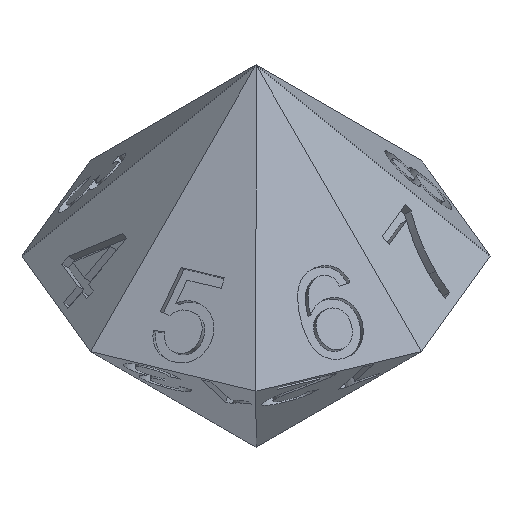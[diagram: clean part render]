
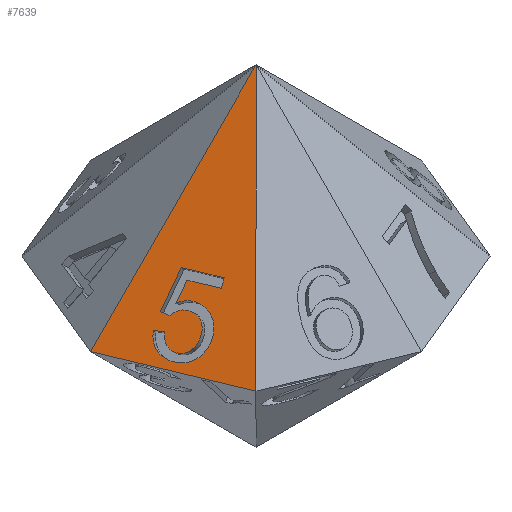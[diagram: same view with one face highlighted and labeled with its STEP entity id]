
A CAD part, isometric view. The second image highlights one B-rep face of the part: STEP entity #7639.
In plain terms, the highlighted planar face has unit normal (-0.679, -0.281, 0.679).
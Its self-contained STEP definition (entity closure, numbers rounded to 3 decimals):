
#6655=CARTESIAN_POINT('',(-8.839,-8.839,0.));
#6656=VERTEX_POINT('',#6655);
#6663=CARTESIAN_POINT('',(-12.5,0.,0.));
#6664=VERTEX_POINT('',#6663);
#6665=CARTESIAN_POINT('',(-12.5,0.,0.));
#6666=DIRECTION('',(0.383,-0.924,0.));
#6667=VECTOR('',#6666,9.567);
#6668=LINE('',#6665,#6667);
#6669=EDGE_CURVE('',#6664,#6656,#6668,.T.);
#6934=CARTESIAN_POINT('',(-0.,0.,12.5));
#6935=VERTEX_POINT('',#6934);
#7400=CARTESIAN_POINT('',(0.,-0.,12.5));
#7401=DIRECTION('',(-0.5,-0.5,-0.707));
#7402=VECTOR('',#7401,17.678);
#7403=LINE('',#7400,#7402);
#7404=EDGE_CURVE('',#6935,#6656,#7403,.T.);
#7503=CARTESIAN_POINT('',(-10.669,-4.419,0.));
#7504=DIRECTION('',(-0.679,-0.281,0.679));
#7505=DIRECTION('',(0.707,-0.,0.707));
#7506=AXIS2_PLACEMENT_3D('',#7503,#7504,#7505);
#7507=PLANE('',#7506);
#7508=ORIENTED_EDGE('',*,*,#6669,.T.);
#7509=ORIENTED_EDGE('',*,*,#7404,.F.);
#7510=CARTESIAN_POINT('',(0.,0.,12.5));
#7511=DIRECTION('',(-0.707,0.,-0.707));
#7512=VECTOR('',#7511,17.678);
#7513=LINE('',#7510,#7512);
#7514=EDGE_CURVE('',#6935,#6664,#7513,.T.);
#7515=ORIENTED_EDGE('',*,*,#7514,.T.);
#7516=EDGE_LOOP('',(#7508,#7509,#7515));
#7517=FACE_BOUND('',#7516,.T.);
#7518=CARTESIAN_POINT('',(-7.628,-1.984,4.051));
#7519=VERTEX_POINT('',#7518);
#7520=CARTESIAN_POINT('',(-6.677,-4.28,4.051));
#7521=VERTEX_POINT('',#7520);
#7522=CARTESIAN_POINT('',(-7.628,-1.984,4.051));
#7523=DIRECTION('',(0.383,-0.924,0.));
#7524=VECTOR('',#7523,2.485);
#7525=LINE('',#7522,#7524);
#7526=EDGE_CURVE('',#7519,#7521,#7525,.T.);
#7527=ORIENTED_EDGE('',*,*,#7526,.T.);
#7528=CARTESIAN_POINT('',(-7.044,-4.432,3.62));
#7529=VERTEX_POINT('',#7528);
#7530=CARTESIAN_POINT('',(-6.677,-4.28,4.051));
#7531=DIRECTION('',(-0.627,-0.26,-0.735));
#7532=VECTOR('',#7531,0.586);
#7533=LINE('',#7530,#7532);
#7534=EDGE_CURVE('',#7521,#7529,#7533,.T.);
#7535=ORIENTED_EDGE('',*,*,#7534,.T.);
#7536=CARTESIAN_POINT('',(-7.807,-2.59,3.62));
#7537=VERTEX_POINT('',#7536);
#7538=CARTESIAN_POINT('',(-7.044,-4.432,3.62));
#7539=DIRECTION('',(-0.383,0.924,0.));
#7540=VECTOR('',#7539,1.994);
#7541=LINE('',#7538,#7540);
#7542=EDGE_CURVE('',#7529,#7537,#7541,.T.);
#7543=ORIENTED_EDGE('',*,*,#7542,.T.);
#7544=CARTESIAN_POINT('',(-8.752,-2.69,2.634));
#7545=VERTEX_POINT('',#7544);
#7546=CARTESIAN_POINT('',(-7.807,-2.59,3.62));
#7547=DIRECTION('',(-0.69,-0.073,-0.72));
#7548=VECTOR('',#7547,1.37);
#7549=LINE('',#7546,#7548);
#7550=EDGE_CURVE('',#7537,#7545,#7549,.T.);
#7551=ORIENTED_EDGE('',*,*,#7550,.T.);
#7552=CARTESIAN_POINT('',(-9.501,-5.276,0.814));
#7553=VERTEX_POINT('',#7552);
#7554=CARTESIAN_POINT('',(-8.752,-2.69,2.634));
#7555=CARTESIAN_POINT('',(-8.506,-2.913,2.787));
#7556=CARTESIAN_POINT('',(-8.32,-3.176,2.864));
#7557=CARTESIAN_POINT('',(-8.194,-3.481,2.864));
#7558=CARTESIAN_POINT('',(-8.027,-3.884,2.864));
#7559=CARTESIAN_POINT('',(-7.981,-4.263,2.753));
#7560=CARTESIAN_POINT('',(-8.056,-4.619,2.531));
#7561=CARTESIAN_POINT('',(-8.131,-4.974,2.309));
#7562=CARTESIAN_POINT('',(-8.317,-5.214,2.024));
#7563=CARTESIAN_POINT('',(-8.615,-5.337,1.675));
#7564=CARTESIAN_POINT('',(-8.898,-5.454,1.343));
#7565=CARTESIAN_POINT('',(-9.194,-5.434,1.056));
#7566=CARTESIAN_POINT('',(-9.501,-5.276,0.814));
#7567=B_SPLINE_CURVE_WITH_KNOTS('',3,(#7554,#7555,#7556,#7557,#7558,#7559,#7560,#7561,#7562,#7563,#7564,#7565,#7566),.UNSPECIFIED.,.F.,.F.,(4,3,3,3,4),(0.,0.111,0.259,0.406,0.547),.UNSPECIFIED.);
#7568=EDGE_CURVE('',#7545,#7553,#7567,.T.);
#7569=ORIENTED_EDGE('',*,*,#7568,.T.);
#7570=CARTESIAN_POINT('',(-10.124,-2.376,1.392));
#7571=VERTEX_POINT('',#7570);
#7572=CARTESIAN_POINT('',(-9.501,-5.276,0.814));
#7573=CARTESIAN_POINT('',(-9.877,-5.085,0.517));
#7574=CARTESIAN_POINT('',(-10.171,-4.734,0.368));
#7575=CARTESIAN_POINT('',(-10.383,-4.221,0.368));
#7576=CARTESIAN_POINT('',(-10.557,-3.802,0.368));
#7577=CARTESIAN_POINT('',(-10.62,-3.426,0.461));
#7578=CARTESIAN_POINT('',(-10.57,-3.094,0.648));
#7579=CARTESIAN_POINT('',(-10.52,-2.763,0.835));
#7580=CARTESIAN_POINT('',(-10.372,-2.523,1.083));
#7581=CARTESIAN_POINT('',(-10.124,-2.376,1.392));
#7582=B_SPLINE_CURVE_WITH_KNOTS('',3,(#7572,#7573,#7574,#7575,#7576,#7577,#7578,#7579,#7580,#7581),.UNSPECIFIED.,.F.,.F.,(4,3,3,4),(0.547,0.718,0.859,1.),.UNSPECIFIED.);
#7583=EDGE_CURVE('',#7553,#7571,#7582,.T.);
#7584=ORIENTED_EDGE('',*,*,#7583,.T.);
#7585=CARTESIAN_POINT('',(-9.843,-2.957,1.432));
#7586=VERTEX_POINT('',#7585);
#7587=CARTESIAN_POINT('',(-10.124,-2.376,1.392));
#7588=DIRECTION('',(0.434,-0.899,0.062));
#7589=VECTOR('',#7588,0.646);
#7590=LINE('',#7587,#7589);
#7591=EDGE_CURVE('',#7571,#7586,#7590,.T.);
#7592=ORIENTED_EDGE('',*,*,#7591,.T.);
#7593=CARTESIAN_POINT('',(-9.248,-2.755,2.11));
#7594=VERTEX_POINT('',#7593);
#7595=CARTESIAN_POINT('',(-9.843,-2.957,1.432));
#7596=CARTESIAN_POINT('',(-10.021,-3.083,1.202));
#7597=CARTESIAN_POINT('',(-10.127,-3.246,1.028));
#7598=CARTESIAN_POINT('',(-10.159,-3.448,0.912));
#7599=CARTESIAN_POINT('',(-10.192,-3.65,0.796));
#7600=CARTESIAN_POINT('',(-10.161,-3.864,0.739));
#7601=CARTESIAN_POINT('',(-10.067,-4.09,0.739));
#7602=CARTESIAN_POINT('',(-9.954,-4.363,0.739));
#7603=CARTESIAN_POINT('',(-9.789,-4.565,0.82));
#7604=CARTESIAN_POINT('',(-9.571,-4.696,0.984));
#7605=CARTESIAN_POINT('',(-9.353,-4.828,1.147));
#7606=CARTESIAN_POINT('',(-9.129,-4.845,1.364));
#7607=CARTESIAN_POINT('',(-8.898,-4.75,1.635));
#7608=CARTESIAN_POINT('',(-8.678,-4.659,1.892));
#7609=CARTESIAN_POINT('',(-8.543,-4.496,2.095));
#7610=CARTESIAN_POINT('',(-8.491,-4.262,2.243));
#7611=CARTESIAN_POINT('',(-8.44,-4.028,2.392));
#7612=CARTESIAN_POINT('',(-8.475,-3.764,2.466));
#7613=CARTESIAN_POINT('',(-8.597,-3.47,2.466));
#7614=CARTESIAN_POINT('',(-8.672,-3.288,2.466));
#7615=CARTESIAN_POINT('',(-8.769,-3.134,2.433));
#7616=CARTESIAN_POINT('',(-8.886,-3.011,2.367));
#7617=CARTESIAN_POINT('',(-9.003,-2.887,2.301));
#7618=CARTESIAN_POINT('',(-9.124,-2.802,2.216));
#7619=CARTESIAN_POINT('',(-9.248,-2.755,2.11));
#7620=B_SPLINE_CURVE_WITH_KNOTS('',3,(#7595,#7596,#7597,#7598,#7599,#7600,#7601,#7602,#7603,#7604,#7605,#7606,#7607,#7608,#7609,#7610,#7611,#7612,#7613,#7614,#7615,#7616,#7617,#7618,#7619),.UNSPECIFIED.,.F.,.F.,(4,3,3,3,3,3,3,3,4),(0.,0.123,0.246,0.395,0.543,0.684,0.825,0.912,1.),.UNSPECIFIED.);
#7621=EDGE_CURVE('',#7586,#7594,#7620,.T.);
#7622=ORIENTED_EDGE('',*,*,#7621,.T.);
#7623=CARTESIAN_POINT('',(-9.422,-2.204,2.165));
#7624=VERTEX_POINT('',#7623);
#7625=CARTESIAN_POINT('',(-9.248,-2.755,2.11));
#7626=DIRECTION('',(-0.299,0.95,0.095));
#7627=VECTOR('',#7626,0.581);
#7628=LINE('',#7625,#7627);
#7629=EDGE_CURVE('',#7594,#7624,#7628,.T.);
#7630=ORIENTED_EDGE('',*,*,#7629,.T.);
#7631=CARTESIAN_POINT('',(-9.422,-2.204,2.165));
#7632=DIRECTION('',(0.687,0.084,0.722));
#7633=VECTOR('',#7632,2.612);
#7634=LINE('',#7631,#7633);
#7635=EDGE_CURVE('',#7624,#7519,#7634,.T.);
#7636=ORIENTED_EDGE('',*,*,#7635,.T.);
#7637=EDGE_LOOP('',(#7527,#7535,#7543,#7551,#7569,#7584,#7592,#7622,#7630,#7636));
#7638=FACE_BOUND('',#7637,.T.);
#7639=ADVANCED_FACE('',(#7517,#7638),#7507,.T.);
